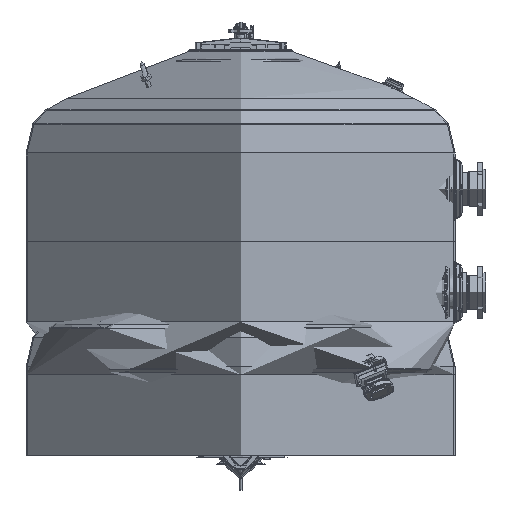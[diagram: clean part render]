
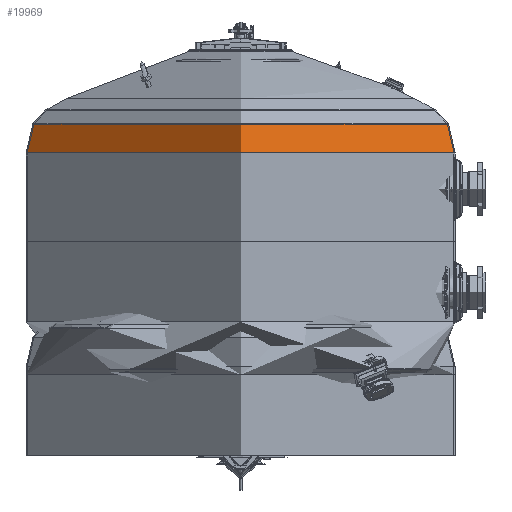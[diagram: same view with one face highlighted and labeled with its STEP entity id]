
A CAD part, front view. The second image highlights one B-rep face of the part: STEP entity #19969.
In plain terms, the highlighted toroidal (fillet/blend) face has major radius 700.334 mm and minor radius 314.666 mm.
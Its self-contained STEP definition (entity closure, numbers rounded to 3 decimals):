
#19969 = ADVANCED_FACE( '', ( #29441, #29442 ), #29443, .T. );
#29441 = FACE_OUTER_BOUND( '', #32980, .T. );
#29442 = FACE_OUTER_BOUND( '', #32981, .T. );
#29443 = TOROIDAL_SURFACE( '', #32982, 700.334, 314.666 );
#32980 = EDGE_LOOP( '', ( #38120 ) );
#32981 = EDGE_LOOP( '', ( #38121 ) );
#32982 = AXIS2_PLACEMENT_3D( '', #38122, #38123, #38124 );
#38120 = ORIENTED_EDGE( '', *, *, #73387, .T. );
#38121 = ORIENTED_EDGE( '', *, *, #73385, .F. );
#38122 = CARTESIAN_POINT( '', ( 0., 0., 420. ) );
#38123 = DIRECTION( '', ( 0., 0., -1. ) );
#38124 = DIRECTION( '', ( -1., 0., 0. ) );
#73385 = EDGE_CURVE( '', #77317, #77317, #77318, .T. );
#73387 = EDGE_CURVE( '', #77321, #77321, #77322, .T. );
#77317 = VERTEX_POINT( '', #79132 );
#77318 = CIRCLE( '', #79133, 1015. );
#77321 = VERTEX_POINT( '', #79136 );
#77322 = CIRCLE( '', #79137, 983.156 );
#79132 = CARTESIAN_POINT( '', ( -1015., 0., 420. ) );
#79133 = AXIS2_PLACEMENT_3D( '', #79182, #79183, #79184 );
#79136 = CARTESIAN_POINT( '', ( -983.156, 0., 557.935 ) );
#79137 = AXIS2_PLACEMENT_3D( '', #79188, #79189, #79190 );
#79182 = CARTESIAN_POINT( '', ( 0., 0., 420. ) );
#79183 = DIRECTION( '', ( 0., 0., -1. ) );
#79184 = DIRECTION( '', ( -1., 0., 0. ) );
#79188 = CARTESIAN_POINT( '', ( 0., 0., 557.935 ) );
#79189 = DIRECTION( '', ( 0., 0., -1. ) );
#79190 = DIRECTION( '', ( -1., 0., 0. ) );
